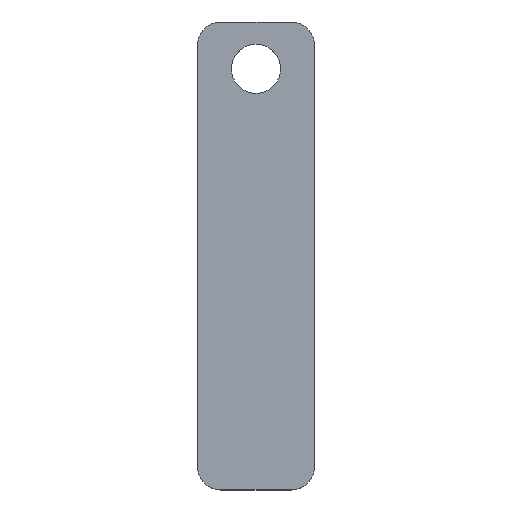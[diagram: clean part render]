
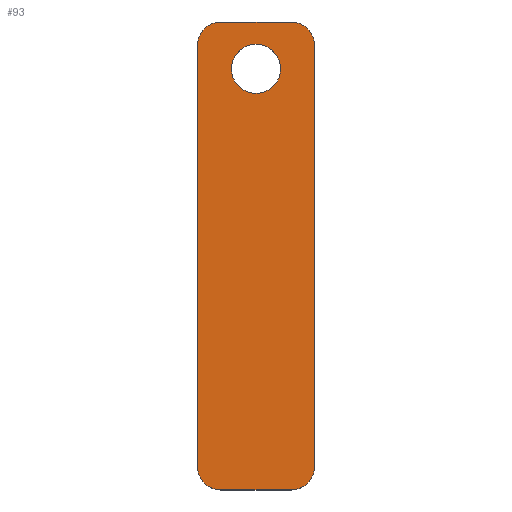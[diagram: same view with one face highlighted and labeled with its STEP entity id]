
A CAD part, top view. The second image highlights one B-rep face of the part: STEP entity #93.
In plain terms, the highlighted planar face has unit normal (0, 0, 1).
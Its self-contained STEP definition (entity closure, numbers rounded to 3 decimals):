
#6 = ORIENTED_EDGE ( 'NONE', *, *, #7, .T. ) ;
#7 = EDGE_CURVE ( 'NONE', #98, #8, #224, .T. ) ;
#8 = VERTEX_POINT ( 'NONE', #263 ) ;
#9 = ORIENTED_EDGE ( 'NONE', *, *, #10, .T. ) ;
#10 = EDGE_CURVE ( 'NONE', #8, #11, #241, .T. ) ;
#11 = VERTEX_POINT ( 'NONE', #237 ) ;
#16 = EDGE_CURVE ( 'NONE', #32, #34, #281, .T. ) ;
#17 = ORIENTED_EDGE ( 'NONE', *, *, #18, .T. ) ;
#18 = EDGE_CURVE ( 'NONE', #34, #19, #282, .T. ) ;
#19 = VERTEX_POINT ( 'NONE', #236 ) ;
#20 = ORIENTED_EDGE ( 'NONE', *, *, #21, .T. ) ;
#21 = EDGE_CURVE ( 'NONE', #19, #97, #234, .T. ) ;
#22 = EDGE_LOOP ( 'NONE', ( #23, #38 ) ) ;
#23 = ORIENTED_EDGE ( 'NONE', *, *, #25, .F. ) ;
#25 = EDGE_CURVE ( 'NONE', #26, #28, #290, .T. ) ;
#26 = VERTEX_POINT ( 'NONE', #286 ) ;
#28 = VERTEX_POINT ( 'NONE', #178 ) ;
#30 = ORIENTED_EDGE ( 'NONE', *, *, #31, .T. ) ;
#31 = EDGE_CURVE ( 'NONE', #37, #32, #177, .T. ) ;
#32 = VERTEX_POINT ( 'NONE', #173 ) ;
#33 = ORIENTED_EDGE ( 'NONE', *, *, #16, .T. ) ;
#34 = VERTEX_POINT ( 'NONE', #172 ) ;
#35 = ORIENTED_EDGE ( 'NONE', *, *, #36, .T. ) ;
#36 = EDGE_CURVE ( 'NONE', #11, #37, #171, .T. ) ;
#37 = VERTEX_POINT ( 'NONE', #219 ) ;
#38 = ORIENTED_EDGE ( 'NONE', *, *, #39, .F. ) ;
#39 = EDGE_CURVE ( 'NONE', #28, #26, #218, .T. ) ;
#93 = ADVANCED_FACE ( 'NONE', ( #300, #299 ), #298, .T. ) ;
#94 = EDGE_LOOP ( 'NONE', ( #95, #6, #9, #35, #30, #33, #17, #20 ) ) ;
#95 = ORIENTED_EDGE ( 'NONE', *, *, #96, .T. ) ;
#96 = EDGE_CURVE ( 'NONE', #97, #98, #262, .T. ) ;
#97 = VERTEX_POINT ( 'NONE', #258 ) ;
#98 = VERTEX_POINT ( 'NONE', #257 ) ;
#170 = AXIS2_PLACEMENT_3D ( 'NONE', #222, #221, #220 ) ;
#171 = CIRCLE ( 'NONE', #170, 5. ) ;
#172 = CARTESIAN_POINT ( 'NONE',  ( 7.5, 50., 2.3 ) ) ;
#173 = CARTESIAN_POINT ( 'NONE',  ( 12.5, 45., 2.3 ) ) ;
#174 = DIRECTION ( 'NONE',  ( 0., 1., 0. ) ) ;
#175 = VECTOR ( 'NONE', #174, 1000. ) ;
#176 = CARTESIAN_POINT ( 'NONE',  ( 12.5, 50., 2.3 ) ) ;
#177 = LINE ( 'NONE', #176, #175 ) ;
#178 = CARTESIAN_POINT ( 'NONE',  ( 5.25, 40., 2.3 ) ) ;
#214 = DIRECTION ( 'NONE',  ( 1., 0., 0. ) ) ;
#215 = DIRECTION ( 'NONE',  ( 0., 0., 1. ) ) ;
#216 = CARTESIAN_POINT ( 'NONE',  ( 0., 40., 2.3 ) ) ;
#217 = AXIS2_PLACEMENT_3D ( 'NONE', #216, #215, #214 ) ;
#218 = CIRCLE ( 'NONE', #217, 5.25 ) ;
#219 = CARTESIAN_POINT ( 'NONE',  ( 12.5, -45., 2.3 ) ) ;
#220 = DIRECTION ( 'NONE',  ( 1., 0., 0. ) ) ;
#221 = DIRECTION ( 'NONE',  ( 0., 0., 1. ) ) ;
#222 = CARTESIAN_POINT ( 'NONE',  ( 7.5, -45., 2.3 ) ) ;
#224 = CIRCLE ( 'NONE', #293, 5. ) ;
#229 = CARTESIAN_POINT ( 'NONE',  ( -7.5, -45., 2.3 ) ) ;
#230 = DIRECTION ( 'NONE',  ( 1., 0., 0. ) ) ;
#231 = DIRECTION ( 'NONE',  ( 0., 0., 1. ) ) ;
#232 = CARTESIAN_POINT ( 'NONE',  ( -7.5, 45., 2.3 ) ) ;
#233 = AXIS2_PLACEMENT_3D ( 'NONE', #232, #231, #230 ) ;
#234 = CIRCLE ( 'NONE', #233, 5. ) ;
#235 = CARTESIAN_POINT ( 'NONE',  ( 0., 40., 2.3 ) ) ;
#236 = CARTESIAN_POINT ( 'NONE',  ( -7.5, 50., 2.3 ) ) ;
#237 = CARTESIAN_POINT ( 'NONE',  ( 7.5, -50., 2.3 ) ) ;
#238 = DIRECTION ( 'NONE',  ( 1., 0., 0. ) ) ;
#239 = VECTOR ( 'NONE', #238, 1000. ) ;
#240 = CARTESIAN_POINT ( 'NONE',  ( -12.5, -50., 2.3 ) ) ;
#241 = LINE ( 'NONE', #240, #239 ) ;
#242 = DIRECTION ( 'NONE',  ( -1., 0., 0. ) ) ;
#243 = VECTOR ( 'NONE', #242, 1000. ) ;
#244 = CARTESIAN_POINT ( 'NONE',  ( -12.5, 50., 2.3 ) ) ;
#245 = DIRECTION ( 'NONE',  ( 1., 0., 0. ) ) ;
#257 = CARTESIAN_POINT ( 'NONE',  ( -12.5, -45., 2.3 ) ) ;
#258 = CARTESIAN_POINT ( 'NONE',  ( -12.5, 45., 2.3 ) ) ;
#259 = DIRECTION ( 'NONE',  ( 0., -1., 0. ) ) ;
#260 = VECTOR ( 'NONE', #259, 1000. ) ;
#261 = CARTESIAN_POINT ( 'NONE',  ( -12.5, 50., 2.3 ) ) ;
#262 = LINE ( 'NONE', #261, #260 ) ;
#263 = CARTESIAN_POINT ( 'NONE',  ( -7.5, -50., 2.3 ) ) ;
#278 = DIRECTION ( 'NONE',  ( 0., 0., 1. ) ) ;
#279 = CARTESIAN_POINT ( 'NONE',  ( 7.5, 45., 2.3 ) ) ;
#280 = AXIS2_PLACEMENT_3D ( 'NONE', #279, #278, #245 ) ;
#281 = CIRCLE ( 'NONE', #280, 5. ) ;
#282 = LINE ( 'NONE', #244, #243 ) ;
#286 = CARTESIAN_POINT ( 'NONE',  ( -5.25, 40., 2.3 ) ) ;
#287 = DIRECTION ( 'NONE',  ( 1., 0., 0. ) ) ;
#288 = DIRECTION ( 'NONE',  ( 0., 0., 1. ) ) ;
#289 = AXIS2_PLACEMENT_3D ( 'NONE', #235, #288, #287 ) ;
#290 = CIRCLE ( 'NONE', #289, 5.25 ) ;
#291 = DIRECTION ( 'NONE',  ( 1., 0., 0. ) ) ;
#292 = DIRECTION ( 'NONE',  ( 0., 0., 1. ) ) ;
#293 = AXIS2_PLACEMENT_3D ( 'NONE', #229, #292, #291 ) ;
#294 = DIRECTION ( 'NONE',  ( 1., 0., 0. ) ) ;
#295 = DIRECTION ( 'NONE',  ( 0., 0., 1. ) ) ;
#296 = CARTESIAN_POINT ( 'NONE',  ( -12.5, -50., 2.3 ) ) ;
#297 = AXIS2_PLACEMENT_3D ( 'NONE', #296, #295, #294 ) ;
#298 = PLANE ( 'NONE',  #297 ) ;
#299 = FACE_BOUND ( 'NONE', #22, .T. ) ;
#300 = FACE_OUTER_BOUND ( 'NONE', #94, .T. ) ;
